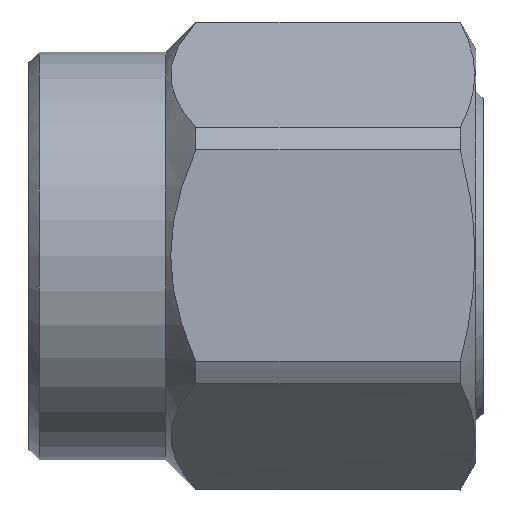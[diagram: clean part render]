
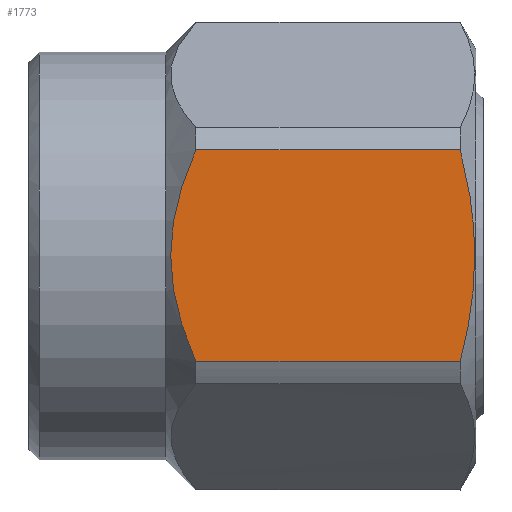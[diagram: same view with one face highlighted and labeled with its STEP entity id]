
A CAD part, top view. The second image highlights one B-rep face of the part: STEP entity #1773.
In plain terms, the highlighted planar face has unit normal (0, 0, 1).
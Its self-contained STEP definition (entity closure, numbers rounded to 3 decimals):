
#76 = CARTESIAN_POINT ( 'NONE',  ( 0.85, 2.01, 3.97 ) ) ;
#77 = CARTESIAN_POINT ( 'NONE',  ( -4.175, 2.01, 3.97 ) ) ;
#79 = CARTESIAN_POINT ( 'NONE',  ( 0.85, -2.01, 3.97 ) ) ;
#81 = CARTESIAN_POINT ( 'NONE',  ( -4.175, -2.01, 3.97 ) ) ;
#88 = CARTESIAN_POINT ( 'NONE',  ( -4.655, 0., 3.97 ) ) ;
#97 = CARTESIAN_POINT ( 'NONE',  ( 1.127, 0., 3.97 ) ) ;
#262 = VECTOR ( 'NONE', #701, 1000. ) ;
#267 = VECTOR ( 'NONE', #708, 1000. ) ;
#328 = AXIS2_PLACEMENT_3D ( 'NONE', #1122, #1123, #1124 ) ;
#362 = B_SPLINE_CURVE_WITH_KNOTS ( 'NONE', 3,
 ( #1200, #1201, #1202, #1203, #1204, #1205, #1206, #1207, #1208, #1209, #1210, #1211 ),
 .UNSPECIFIED., .F., .F.,
 ( 4, 2, 2, 2, 2, 4 ),
 ( 0., 0.25, 0.375, 0.438, 0.5, 1. ),
 .UNSPECIFIED. ) ;
#364 = B_SPLINE_CURVE_WITH_KNOTS ( 'NONE', 3,
 ( #1166, #1167, #1168, #1169, #1170, #1171, #1172, #1173, #1174, #1175, #1176, #1177 ),
 .UNSPECIFIED., .F., .F.,
 ( 4, 2, 2, 2, 2, 4 ),
 ( 0., 0.25, 0.375, 0.438, 0.5, 1. ),
 .UNSPECIFIED. ) ;
#379 = B_SPLINE_CURVE_WITH_KNOTS ( 'NONE', 3,
 ( #741, #742, #743, #744 ),
 .UNSPECIFIED., .F., .F.,
 ( 4, 4 ),
 ( 0., 1. ),
 .UNSPECIFIED. ) ;
#380 = B_SPLINE_CURVE_WITH_KNOTS ( 'NONE', 3,
 ( #737, #738, #739, #740 ),
 .UNSPECIFIED., .F., .F.,
 ( 4, 4 ),
 ( 0., 1. ),
 .UNSPECIFIED. ) ;
#393 = EDGE_LOOP ( 'NONE', ( #1314, #1302, #1311, #1309, #1313, #1307 ) ) ;
#446 = LINE ( 'NONE', #700, #262 ) ;
#448 = LINE ( 'NONE', #707, #267 ) ;
#505 = FACE_OUTER_BOUND ( 'NONE', #393, .T. ) ;
#700 = CARTESIAN_POINT ( 'NONE',  ( -7.35, 2.01, 3.97 ) ) ;
#701 = DIRECTION ( 'NONE',  ( -1., 0., 0. ) ) ;
#707 = CARTESIAN_POINT ( 'NONE',  ( -7.35, -2.01, 3.97 ) ) ;
#708 = DIRECTION ( 'NONE',  ( 1., 0., 0. ) ) ;
#737 = CARTESIAN_POINT ( 'NONE',  ( -4.175, 2.01, 3.97 ) ) ;
#738 = CARTESIAN_POINT ( 'NONE',  ( -4.495, 1.302, 3.97 ) ) ;
#739 = CARTESIAN_POINT ( 'NONE',  ( -4.655, 0.632, 3.97 ) ) ;
#740 = CARTESIAN_POINT ( 'NONE',  ( -4.655, 0., 3.97 ) ) ;
#741 = CARTESIAN_POINT ( 'NONE',  ( -4.655, 0., 3.97 ) ) ;
#742 = CARTESIAN_POINT ( 'NONE',  ( -4.655, -0.632, 3.97 ) ) ;
#743 = CARTESIAN_POINT ( 'NONE',  ( -4.495, -1.302, 3.97 ) ) ;
#744 = CARTESIAN_POINT ( 'NONE',  ( -4.175, -2.01, 3.97 ) ) ;
#1121 = PLANE ( 'NONE',  #328 ) ;
#1122 = CARTESIAN_POINT ( 'NONE',  ( -7.35, 2.292, 3.97 ) ) ;
#1123 = DIRECTION ( 'NONE',  ( 0., 0., 1. ) ) ;
#1124 = DIRECTION ( 'NONE',  ( 1., 0., 0. ) ) ;
#1166 = CARTESIAN_POINT ( 'NONE',  ( 1.127, 0., 3.97 ) ) ;
#1167 = CARTESIAN_POINT ( 'NONE',  ( 1.127, -0.169, 3.97 ) ) ;
#1168 = CARTESIAN_POINT ( 'NONE',  ( 1.121, -0.336, 3.97 ) ) ;
#1169 = CARTESIAN_POINT ( 'NONE',  ( 1.103, -0.588, 3.97 ) ) ;
#1170 = CARTESIAN_POINT ( 'NONE',  ( 1.095, -0.672, 3.97 ) ) ;
#1171 = CARTESIAN_POINT ( 'NONE',  ( 1.081, -0.799, 3.97 ) ) ;
#1172 = CARTESIAN_POINT ( 'NONE',  ( 1.076, -0.841, 3.97 ) ) ;
#1173 = CARTESIAN_POINT ( 'NONE',  ( 1.065, -0.927, 3.97 ) ) ;
#1174 = CARTESIAN_POINT ( 'NONE',  ( 1.059, -0.971, 3.97 ) ) ;
#1175 = CARTESIAN_POINT ( 'NONE',  ( 1.007, -1.341, 3.97 ) ) ;
#1176 = CARTESIAN_POINT ( 'NONE',  ( 0.939, -1.67, 3.97 ) ) ;
#1177 = CARTESIAN_POINT ( 'NONE',  ( 0.85, -2.01, 3.97 ) ) ;
#1200 = CARTESIAN_POINT ( 'NONE',  ( 0.85, 2.01, 3.97 ) ) ;
#1201 = CARTESIAN_POINT ( 'NONE',  ( 0.894, 1.841, 3.97 ) ) ;
#1202 = CARTESIAN_POINT ( 'NONE',  ( 0.933, 1.674, 3.97 ) ) ;
#1203 = CARTESIAN_POINT ( 'NONE',  ( 0.984, 1.426, 3.97 ) ) ;
#1204 = CARTESIAN_POINT ( 'NONE',  ( 1., 1.343, 3.97 ) ) ;
#1205 = CARTESIAN_POINT ( 'NONE',  ( 1.021, 1.22, 3.97 ) ) ;
#1206 = CARTESIAN_POINT ( 'NONE',  ( 1.028, 1.179, 3.97 ) ) ;
#1207 = CARTESIAN_POINT ( 'NONE',  ( 1.041, 1.097, 3.97 ) ) ;
#1208 = CARTESIAN_POINT ( 'NONE',  ( 1.047, 1.058, 3.97 ) ) ;
#1209 = CARTESIAN_POINT ( 'NONE',  ( 1.102, 0.67, 3.97 ) ) ;
#1210 = CARTESIAN_POINT ( 'NONE',  ( 1.127, 0.338, 3.97 ) ) ;
#1211 = CARTESIAN_POINT ( 'NONE',  ( 1.127, 0., 3.97 ) ) ;
#1302 = ORIENTED_EDGE ( 'NONE', *, *, #1783, .F. ) ;
#1307 = ORIENTED_EDGE ( 'NONE', *, *, #1715, .T. ) ;
#1309 = ORIENTED_EDGE ( 'NONE', *, *, #1727, .T. ) ;
#1311 = ORIENTED_EDGE ( 'NONE', *, *, #1712, .T. ) ;
#1313 = ORIENTED_EDGE ( 'NONE', *, *, #1728, .T. ) ;
#1314 = ORIENTED_EDGE ( 'NONE', *, *, #1781, .F. ) ;
#1519 = VERTEX_POINT ( 'NONE', #97 ) ;
#1527 = VERTEX_POINT ( 'NONE', #88 ) ;
#1536 = VERTEX_POINT ( 'NONE', #81 ) ;
#1537 = VERTEX_POINT ( 'NONE', #79 ) ;
#1539 = VERTEX_POINT ( 'NONE', #77 ) ;
#1540 = VERTEX_POINT ( 'NONE', #76 ) ;
#1712 = EDGE_CURVE ( 'NONE', #1540, #1539, #446, .T. ) ;
#1715 = EDGE_CURVE ( 'NONE', #1536, #1537, #448, .T. ) ;
#1727 = EDGE_CURVE ( 'NONE', #1539, #1527, #380, .T. ) ;
#1728 = EDGE_CURVE ( 'NONE', #1527, #1536, #379, .T. ) ;
#1773 = ADVANCED_FACE ( 'NONE', ( #505 ), #1121, .T. ) ;
#1781 = EDGE_CURVE ( 'NONE', #1519, #1537, #364, .T. ) ;
#1783 = EDGE_CURVE ( 'NONE', #1540, #1519, #362, .T. ) ;
